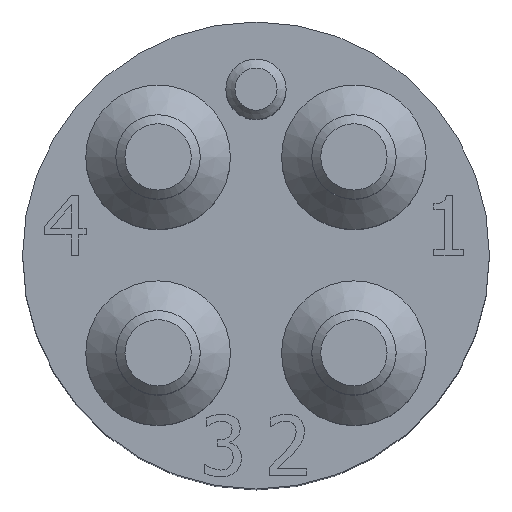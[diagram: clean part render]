
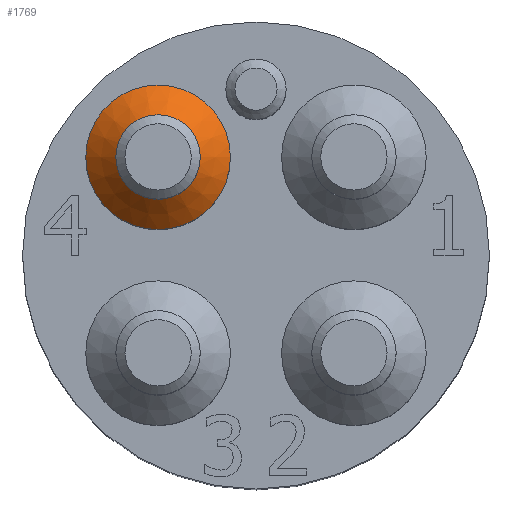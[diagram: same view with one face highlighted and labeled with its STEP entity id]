
A CAD part, top view. The second image highlights one B-rep face of the part: STEP entity #1769.
In plain terms, the highlighted conical face has half-angle 45 degrees and reference radius 1.9 mm.
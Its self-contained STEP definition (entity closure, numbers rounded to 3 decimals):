
#31=CONICAL_SURFACE($,#1868,1.9,45.);
#54=CIRCLE($,#1860,1.4);
#57=CIRCLE($,#1869,2.4);
#182=FACE_BOUND($,#415,.T.);
#286=FACE_OUTER_BOUND($,#414,.T.);
#414=EDGE_LOOP($,(#1581));
#415=EDGE_LOOP($,(#1582));
#883=VERTEX_POINT($,#3211);
#886=VERTEX_POINT($,#3223);
#1120=EDGE_CURVE($,#883,#883,#54,.T.);
#1123=EDGE_CURVE($,#886,#886,#57,.T.);
#1581=ORIENTED_EDGE($,*,*,#1120,.T.);
#1582=ORIENTED_EDGE($,*,*,#1123,.T.);
#1769=ADVANCED_FACE($,(#286,#182),#31,.T.);
#1860=AXIS2_PLACEMENT_3D($,#3212,#2187,#2188);
#1868=AXIS2_PLACEMENT_3D($,#3222,#2203,#2204);
#1869=AXIS2_PLACEMENT_3D($,#3224,#2205,#2206);
#2187=DIRECTION('center_axis',(0.,0.,-1.));
#2188=DIRECTION('ref_axis',(-1.,0.,0.));
#2203=DIRECTION('center_axis',(0.,0.,-1.));
#2204=DIRECTION('ref_axis',(-1.,0.,0.));
#2205=DIRECTION('center_axis',(0.,0.,1.));
#2206=DIRECTION('ref_axis',(-1.,0.,0.));
#3211=CARTESIAN_POINT('',(-1.85,3.25,25.));
#3212=CARTESIAN_POINT('Origin',(-3.25,3.25,25.));
#3222=CARTESIAN_POINT('Origin',(-3.25,3.25,24.5));
#3223=CARTESIAN_POINT('',(-0.85,3.25,24.));
#3224=CARTESIAN_POINT('Origin',(-3.25,3.25,24.));
